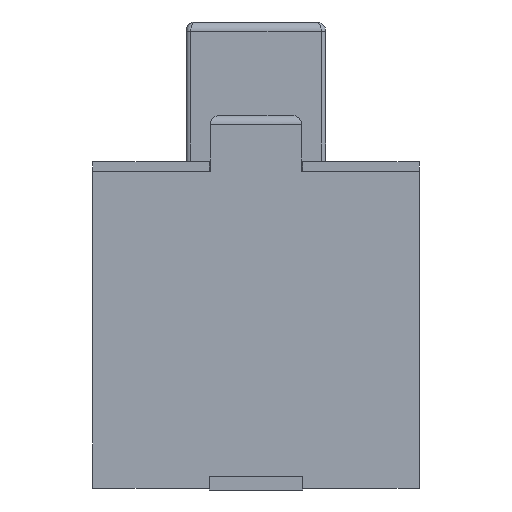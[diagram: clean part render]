
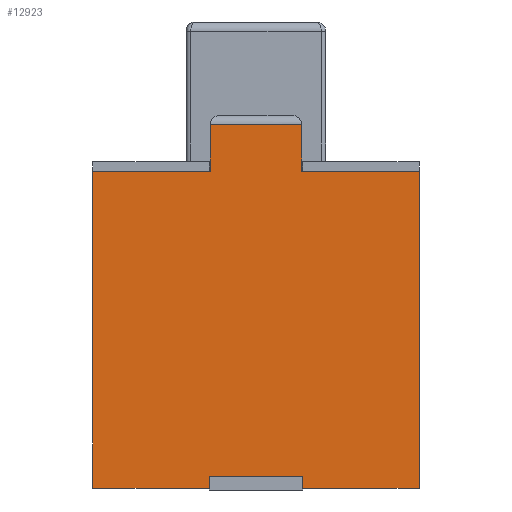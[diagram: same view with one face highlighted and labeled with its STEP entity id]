
A CAD part, left-side view. The second image highlights one B-rep face of the part: STEP entity #12923.
In plain terms, the highlighted planar face has unit normal (-1, 0, 0).
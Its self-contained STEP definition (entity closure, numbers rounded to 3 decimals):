
#144 = VECTOR ( 'NONE', #7632, 1000. ) ;
#289 = CARTESIAN_POINT ( 'NONE',  ( -3., 0.49, 4. ) ) ;
#474 = DIRECTION ( 'NONE',  ( 0., -1., 0. ) ) ;
#522 = LINE ( 'NONE', #3126, #10044 ) ;
#766 = VERTEX_POINT ( 'NONE', #1501 ) ;
#912 = VECTOR ( 'NONE', #474, 1000. ) ;
#1048 = EDGE_CURVE ( 'NONE', #6148, #9481, #12955, .T. ) ;
#1389 = EDGE_CURVE ( 'NONE', #7072, #9376, #4768, .T. ) ;
#1501 = CARTESIAN_POINT ( 'NONE',  ( -3., -0.5, 0.13 ) ) ;
#1844 = ORIENTED_EDGE ( 'NONE', *, *, #12625, .T. ) ;
#2170 = CARTESIAN_POINT ( 'NONE',  ( -3., 1.75, 3.4 ) ) ;
#2181 = VECTOR ( 'NONE', #12796, 1000. ) ;
#2213 = LINE ( 'NONE', #12594, #6764 ) ;
#2232 = DIRECTION ( 'NONE',  ( 0., 0., -1. ) ) ;
#2236 = VECTOR ( 'NONE', #8890, 1000. ) ;
#2453 = DIRECTION ( 'NONE',  ( 0., 1., 0. ) ) ;
#2606 = DIRECTION ( 'NONE',  ( 0., 0., -1. ) ) ;
#2874 = DIRECTION ( 'NONE',  ( 0., -1., 0. ) ) ;
#2979 = LINE ( 'NONE', #9791, #14213 ) ;
#2983 = VECTOR ( 'NONE', #5689, 1000. ) ;
#3126 = CARTESIAN_POINT ( 'NONE',  ( -3., 0.5, 3.4 ) ) ;
#3295 = VERTEX_POINT ( 'NONE', #11969 ) ;
#3316 = VECTOR ( 'NONE', #4407, 1000. ) ;
#3444 = DIRECTION ( 'NONE',  ( 1., 0., 0. ) ) ;
#3602 = CARTESIAN_POINT ( 'NONE',  ( -3., 0.5, 0. ) ) ;
#3728 = VECTOR ( 'NONE', #2453, 1000. ) ;
#4394 = LINE ( 'NONE', #14523, #15981 ) ;
#4407 = DIRECTION ( 'NONE',  ( 0., 0., -1. ) ) ;
#4515 = EDGE_CURVE ( 'NONE', #766, #7072, #2979, .T. ) ;
#4677 = EDGE_LOOP ( 'NONE', ( #11643, #13114, #5649, #9037, #6356, #12072, #1844, #5208, #6660, #10481, #15687, #6663 ) ) ;
#4768 = LINE ( 'NONE', #7165, #912 ) ;
#5208 = ORIENTED_EDGE ( 'NONE', *, *, #15739, .F. ) ;
#5238 = CARTESIAN_POINT ( 'NONE',  ( -3., -0.49, 4. ) ) ;
#5326 = CARTESIAN_POINT ( 'NONE',  ( -3., 0.49, 3.9 ) ) ;
#5649 = ORIENTED_EDGE ( 'NONE', *, *, #16294, .T. ) ;
#5689 = DIRECTION ( 'NONE',  ( 0., 0., -1. ) ) ;
#5980 = EDGE_CURVE ( 'NONE', #6192, #11907, #9519, .T. ) ;
#6148 = VERTEX_POINT ( 'NONE', #14929 ) ;
#6192 = VERTEX_POINT ( 'NONE', #14844 ) ;
#6317 = EDGE_CURVE ( 'NONE', #9481, #7837, #13742, .T. ) ;
#6356 = ORIENTED_EDGE ( 'NONE', *, *, #5980, .T. ) ;
#6442 = LINE ( 'NONE', #5326, #3728 ) ;
#6645 = VECTOR ( 'NONE', #2606, 1000. ) ;
#6660 = ORIENTED_EDGE ( 'NONE', *, *, #4515, .T. ) ;
#6663 = ORIENTED_EDGE ( 'NONE', *, *, #6317, .F. ) ;
#6764 = VECTOR ( 'NONE', #11327, 1000. ) ;
#7072 = VERTEX_POINT ( 'NONE', #8049 ) ;
#7165 = CARTESIAN_POINT ( 'NONE',  ( -3., 1.75, 0. ) ) ;
#7458 = CARTESIAN_POINT ( 'NONE',  ( -3., 1.75, 0.13 ) ) ;
#7565 = VERTEX_POINT ( 'NONE', #8316 ) ;
#7632 = DIRECTION ( 'NONE',  ( 0., 0., -1. ) ) ;
#7837 = VERTEX_POINT ( 'NONE', #13140 ) ;
#8049 = CARTESIAN_POINT ( 'NONE',  ( -3., -0.5, 0. ) ) ;
#8301 = DIRECTION ( 'NONE',  ( 0., 0., 1. ) ) ;
#8316 = CARTESIAN_POINT ( 'NONE',  ( -3., 0.49, 3.9 ) ) ;
#8323 = VERTEX_POINT ( 'NONE', #3602 ) ;
#8522 = CARTESIAN_POINT ( 'NONE',  ( -3., 1.75, 0. ) ) ;
#8535 = FACE_OUTER_BOUND ( 'NONE', #4677, .T. ) ;
#8727 = LINE ( 'NONE', #7458, #2236 ) ;
#8890 = DIRECTION ( 'NONE',  ( 0., 1., 0. ) ) ;
#8905 = LINE ( 'NONE', #13060, #144 ) ;
#9037 = ORIENTED_EDGE ( 'NONE', *, *, #12120, .F. ) ;
#9376 = VERTEX_POINT ( 'NONE', #9807 ) ;
#9481 = VERTEX_POINT ( 'NONE', #13427 ) ;
#9519 = LINE ( 'NONE', #12149, #2983 ) ;
#9791 = CARTESIAN_POINT ( 'NONE',  ( -3., -0.5, 3.4 ) ) ;
#9807 = CARTESIAN_POINT ( 'NONE',  ( -3., -1.75, 0. ) ) ;
#10044 = VECTOR ( 'NONE', #8301, 1000. ) ;
#10481 = ORIENTED_EDGE ( 'NONE', *, *, #1389, .T. ) ;
#11327 = DIRECTION ( 'NONE',  ( 0., -1., 0. ) ) ;
#11643 = ORIENTED_EDGE ( 'NONE', *, *, #1048, .F. ) ;
#11907 = VERTEX_POINT ( 'NONE', #8522 ) ;
#11969 = CARTESIAN_POINT ( 'NONE',  ( -3., 0.5, 0.13 ) ) ;
#12072 = ORIENTED_EDGE ( 'NONE', *, *, #13137, .T. ) ;
#12120 = EDGE_CURVE ( 'NONE', #6192, #13319, #2213, .T. ) ;
#12149 = CARTESIAN_POINT ( 'NONE',  ( -3., 1.75, 3.4 ) ) ;
#12594 = CARTESIAN_POINT ( 'NONE',  ( -3., 1.75, 3.4 ) ) ;
#12625 = EDGE_CURVE ( 'NONE', #8323, #3295, #522, .T. ) ;
#12796 = DIRECTION ( 'NONE',  ( 0., -1., 0. ) ) ;
#12923 = ADVANCED_FACE ( 'NONE', ( #8535 ), #16304, .F. ) ;
#12955 = LINE ( 'NONE', #5238, #6645 ) ;
#13060 = CARTESIAN_POINT ( 'NONE',  ( -3., -1.75, 3.4 ) ) ;
#13114 = ORIENTED_EDGE ( 'NONE', *, *, #14788, .T. ) ;
#13137 = EDGE_CURVE ( 'NONE', #11907, #8323, #4394, .T. ) ;
#13140 = CARTESIAN_POINT ( 'NONE',  ( -3., -1.75, 3.4 ) ) ;
#13319 = VERTEX_POINT ( 'NONE', #16236 ) ;
#13427 = CARTESIAN_POINT ( 'NONE',  ( -3., -0.49, 3.4 ) ) ;
#13605 = DIRECTION ( 'NONE',  ( 0., 0., -1. ) ) ;
#13742 = LINE ( 'NONE', #2170, #2181 ) ;
#13970 = EDGE_CURVE ( 'NONE', #7837, #9376, #8905, .T. ) ;
#14213 = VECTOR ( 'NONE', #13605, 1000. ) ;
#14523 = CARTESIAN_POINT ( 'NONE',  ( -3., 1.75, 0. ) ) ;
#14788 = EDGE_CURVE ( 'NONE', #6148, #7565, #6442, .T. ) ;
#14844 = CARTESIAN_POINT ( 'NONE',  ( -3., 1.75, 3.4 ) ) ;
#14916 = AXIS2_PLACEMENT_3D ( 'NONE', #15064, #3444, #2232 ) ;
#14929 = CARTESIAN_POINT ( 'NONE',  ( -3., -0.49, 3.9 ) ) ;
#15064 = CARTESIAN_POINT ( 'NONE',  ( -3., 1.75, 3.4 ) ) ;
#15687 = ORIENTED_EDGE ( 'NONE', *, *, #13970, .F. ) ;
#15739 = EDGE_CURVE ( 'NONE', #766, #3295, #8727, .T. ) ;
#15981 = VECTOR ( 'NONE', #2874, 1000. ) ;
#16026 = LINE ( 'NONE', #289, #3316 ) ;
#16236 = CARTESIAN_POINT ( 'NONE',  ( -3., 0.49, 3.4 ) ) ;
#16294 = EDGE_CURVE ( 'NONE', #7565, #13319, #16026, .T. ) ;
#16304 = PLANE ( 'NONE',  #14916 ) ;
